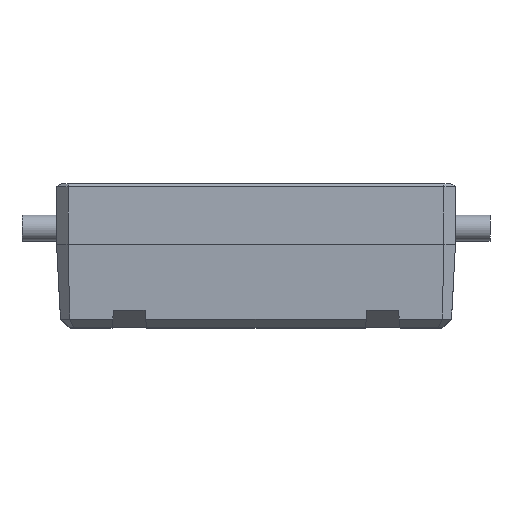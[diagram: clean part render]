
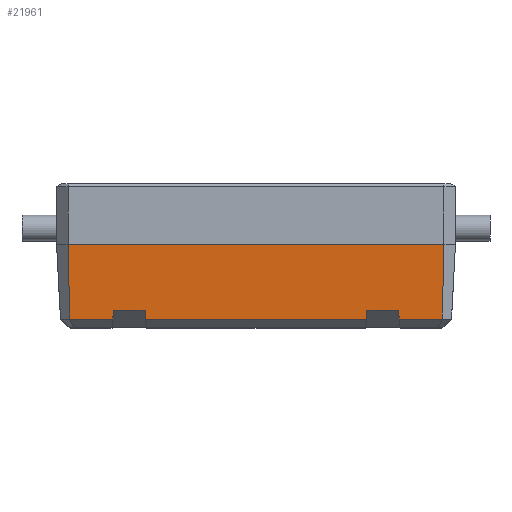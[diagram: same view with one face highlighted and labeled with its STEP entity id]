
A CAD part, top view. The second image highlights one B-rep face of the part: STEP entity #21961.
In plain terms, the highlighted planar face has unit normal (0, -0.052, 0.999).
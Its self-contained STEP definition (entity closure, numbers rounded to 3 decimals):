
#21036 = EDGE_CURVE('',#21037,#21039,#21041,.T.);
#21037 = VERTEX_POINT('',#21038);
#21038 = CARTESIAN_POINT('',(-32.343,-0.502,
    16.569));
#21039 = VERTEX_POINT('',#21040);
#21040 = CARTESIAN_POINT('',(-24.869,-0.502,
    16.569));
#21041 = LINE('',#21042,#21043);
#21042 = CARTESIAN_POINT('',(0.,-0.502,
    16.569));
#21043 = VECTOR('',#21044,1.);
#21044 = DIRECTION('',(1.,0.,0.));
#21068 = VERTEX_POINT('',#21069);
#21069 = CARTESIAN_POINT('',(-24.733,1.047,
    16.65));
#21075 = EDGE_CURVE('',#21068,#21039,#21076,.T.);
#21076 = LINE('',#21077,#21078);
#21077 = CARTESIAN_POINT('',(-24.733,1.047,
    16.65));
#21078 = VECTOR('',#21079,1.);
#21079 = DIRECTION('',(-0.087,-0.995,
    -0.052));
#21093 = VERTEX_POINT('',#21094);
#21094 = CARTESIAN_POINT('',(-19.267,1.047,
    16.65));
#21100 = EDGE_CURVE('',#21093,#21068,#21101,.T.);
#21101 = LINE('',#21102,#21103);
#21102 = CARTESIAN_POINT('',(-19.,1.047,16.65));
#21103 = VECTOR('',#21104,1.);
#21104 = DIRECTION('',(-1.,0.,0.));
#21117 = VERTEX_POINT('',#21118);
#21118 = CARTESIAN_POINT('',(-19.131,-0.502,
    16.569));
#21124 = EDGE_CURVE('',#21117,#21093,#21125,.T.);
#21125 = LINE('',#21126,#21127);
#21126 = CARTESIAN_POINT('',(-19.131,-0.502,
    16.569));
#21127 = VECTOR('',#21128,1.);
#21128 = DIRECTION('',(-0.087,0.995,
    0.052));
#21142 = VERTEX_POINT('',#21143);
#21143 = CARTESIAN_POINT('',(19.131,-0.502,
    16.569));
#21149 = EDGE_CURVE('',#21117,#21142,#21150,.T.);
#21150 = LINE('',#21151,#21152);
#21151 = CARTESIAN_POINT('',(0.,-0.502,
    16.569));
#21152 = VECTOR('',#21153,1.);
#21153 = DIRECTION('',(1.,0.,0.));
#21165 = VERTEX_POINT('',#21166);
#21166 = CARTESIAN_POINT('',(19.267,1.047,
    16.65));
#21172 = EDGE_CURVE('',#21165,#21142,#21173,.T.);
#21173 = LINE('',#21174,#21175);
#21174 = CARTESIAN_POINT('',(19.267,1.047,
    16.65));
#21175 = VECTOR('',#21176,1.);
#21176 = DIRECTION('',(-0.087,-0.995,
    -0.052));
#21189 = VERTEX_POINT('',#21190);
#21190 = CARTESIAN_POINT('',(24.733,1.047,
    16.65));
#21196 = EDGE_CURVE('',#21165,#21189,#21197,.T.);
#21197 = LINE('',#21198,#21199);
#21198 = CARTESIAN_POINT('',(19.,1.047,16.65));
#21199 = VECTOR('',#21200,1.);
#21200 = DIRECTION('',(1.,0.,0.));
#21212 = VERTEX_POINT('',#21213);
#21213 = CARTESIAN_POINT('',(24.869,-0.502,
    16.569));
#21219 = EDGE_CURVE('',#21212,#21189,#21220,.T.);
#21220 = LINE('',#21221,#21222);
#21221 = CARTESIAN_POINT('',(24.869,-0.502,
    16.569));
#21222 = VECTOR('',#21223,1.);
#21223 = DIRECTION('',(-0.087,0.995,
    0.052));
#21237 = VERTEX_POINT('',#21238);
#21238 = CARTESIAN_POINT('',(32.343,-0.502,
    16.569));
#21244 = EDGE_CURVE('',#21212,#21237,#21245,.T.);
#21245 = LINE('',#21246,#21247);
#21246 = CARTESIAN_POINT('',(0.,-0.502,
    16.569));
#21247 = VECTOR('',#21248,1.);
#21248 = DIRECTION('',(1.,0.,0.));
#21961 = ADVANCED_FACE('',(#21962),#21995,.T.);
#21962 = FACE_BOUND('',#21963,.T.);
#21963 = EDGE_LOOP('',(#21964,#21965,#21966,#21967,#21968,#21969,#21970,
    #21971,#21972,#21980,#21988,#21994));
#21964 = ORIENTED_EDGE('',*,*,#21075,.F.);
#21965 = ORIENTED_EDGE('',*,*,#21100,.F.);
#21966 = ORIENTED_EDGE('',*,*,#21124,.F.);
#21967 = ORIENTED_EDGE('',*,*,#21149,.T.);
#21968 = ORIENTED_EDGE('',*,*,#21172,.F.);
#21969 = ORIENTED_EDGE('',*,*,#21196,.T.);
#21970 = ORIENTED_EDGE('',*,*,#21219,.F.);
#21971 = ORIENTED_EDGE('',*,*,#21244,.T.);
#21972 = ORIENTED_EDGE('',*,*,#21973,.T.);
#21973 = EDGE_CURVE('',#21237,#21974,#21976,.T.);
#21974 = VERTEX_POINT('',#21975);
#21975 = CARTESIAN_POINT('',(32.625,12.5,17.25));
#21976 = LINE('',#21977,#21978);
#21977 = CARTESIAN_POINT('',(32.343,-0.502,
    16.569));
#21978 = VECTOR('',#21979,1.);
#21979 = DIRECTION('',(0.022,0.998,
    0.052));
#21980 = ORIENTED_EDGE('',*,*,#21981,.T.);
#21981 = EDGE_CURVE('',#21974,#21982,#21984,.T.);
#21982 = VERTEX_POINT('',#21983);
#21983 = CARTESIAN_POINT('',(-32.625,12.5,17.25));
#21984 = LINE('',#21985,#21986);
#21985 = CARTESIAN_POINT('',(-34.625,12.5,17.25));
#21986 = VECTOR('',#21987,1.);
#21987 = DIRECTION('',(-1.,0.,0.));
#21988 = ORIENTED_EDGE('',*,*,#21989,.T.);
#21989 = EDGE_CURVE('',#21982,#21037,#21990,.T.);
#21990 = LINE('',#21991,#21992);
#21991 = CARTESIAN_POINT('',(-32.625,12.5,17.25));
#21992 = VECTOR('',#21993,1.);
#21993 = DIRECTION('',(0.022,-0.998,
    -0.052));
#21994 = ORIENTED_EDGE('',*,*,#21036,.T.);
#21995 = PLANE('',#21996);
#21996 = AXIS2_PLACEMENT_3D('',#21997,#21998,#21999);
#21997 = CARTESIAN_POINT('',(-34.625,12.5,17.25));
#21998 = DIRECTION('',(0.,-0.052,
    0.999));
#21999 = DIRECTION('',(-1.,0.,0.));
